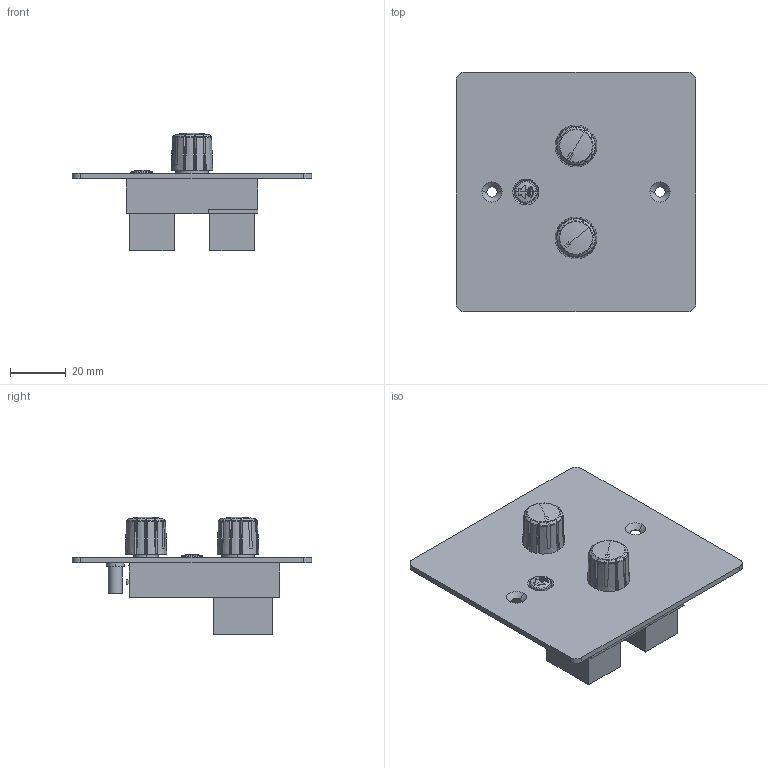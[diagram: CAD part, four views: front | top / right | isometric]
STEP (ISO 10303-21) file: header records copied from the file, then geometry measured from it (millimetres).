
FILE_DESCRIPTION (( 'STEP AP214' ), '1' );
FILE_NAME ('MZ-C2 EU.STEP', '2023-03-31T09:24:10', ( '' ), ( '' ), 'SwSTEP 2.0', 'SolidWorks 2022', '' );
FILE_SCHEMA (( 'AUTOMOTIVE_DESIGN' ));
Length unit declared in the file: millimetre
Products named in the file (1): MZ-C2 EU
Bounding box: 86 x 86 x 42.29 mm (x, y, z)
Volume: 59655 mm3; surface area: 23627.5 mm2
Topology: 3 solids, 10 shells, 664 faces, 1777 edges, 1135 vertices
Faces by surface type: plane 241, bspline 199, cylinder 86, cone 74, torus 56, sphere 8
Entity records: 25624 total; most frequent: CARTESIAN_POINT 9307, ORIENTED_EDGE 3534, DIRECTION 2543, EDGE_CURVE 1767, VERTEX_POINT 1135, AXIS2_PLACEMENT_3D 979, EDGE_LOOP 688, FACE_OUTER_BOUND 664
